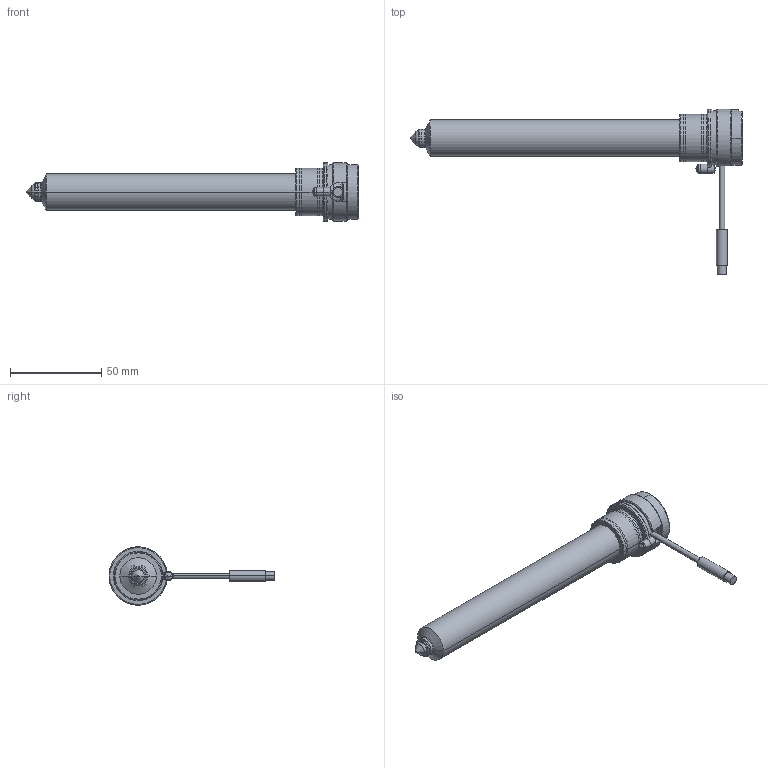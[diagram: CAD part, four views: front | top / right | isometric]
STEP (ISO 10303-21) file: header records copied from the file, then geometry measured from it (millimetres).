
FILE_DESCRIPTION (( 'STEP AP214' ), '1' );
FILE_NAME ('20x163 - dysza - 20163-00.STEP', '2017-05-29T07:14:53', ( '' ), ( '' ), 'SwSTEP 2.0', 'SolidWorks 2016', '' );
FILE_SCHEMA (( 'AUTOMOTIVE_DESIGN' ));
Length unit declared in the file: millimetre
Products named in the file (3): 20x163 - korpus - 20163-02; 20x163 - dysza - 20163-00; 20x163 - komora 20x163
Assembly tree (2 placements, depth 2):
  20x163 - dysza - 20163-00
    20x163 - korpus - 20163-02
    20x163 - komora 20x163
Bounding box: 182 x 90.94 x 31.95 mm (x, y, z)
Volume: 85643.5 mm3; surface area: 32509.6 mm2
Topology: 4 solids, 8 shells, 307 faces, 822 edges, 523 vertices
Faces by surface type: cylinder 104, torus 69, cone 59, plane 47, bspline 14, sphere 14
Entity records: 17530 total; most frequent: CARTESIAN_POINT 9909, ORIENTED_EDGE 1632, DIRECTION 1560, EDGE_CURVE 816, AXIS2_PLACEMENT_3D 675, VERTEX_POINT 523, CIRCLE 377, EDGE_LOOP 327
